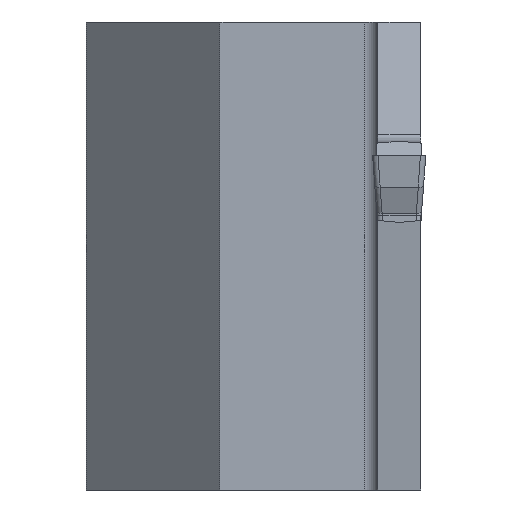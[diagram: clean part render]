
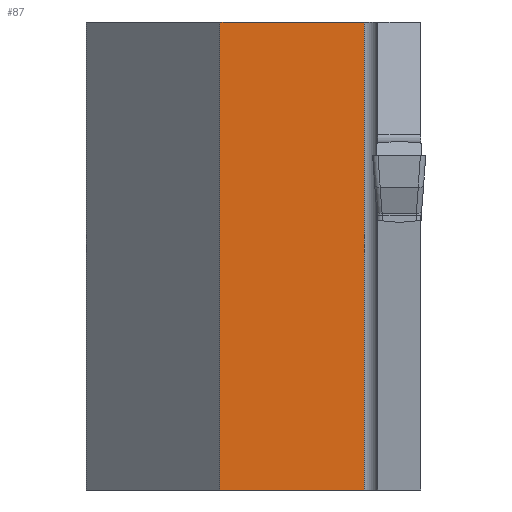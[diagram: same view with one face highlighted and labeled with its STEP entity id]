
A CAD part, left-side view. The second image highlights one B-rep face of the part: STEP entity #87.
In plain terms, the highlighted planar face has unit normal (-1, 0, 0).
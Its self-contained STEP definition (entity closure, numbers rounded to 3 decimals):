
#87=ADVANCED_FACE('',(#180),#141,.T.);
#141=PLANE('',#1060);
#180=FACE_OUTER_BOUND('',#234,.T.);
#234=EDGE_LOOP('',(#313,#314,#315,#316));
#313=ORIENTED_EDGE('',*,*,#701,.F.);
#314=ORIENTED_EDGE('',*,*,#702,.T.);
#315=ORIENTED_EDGE('',*,*,#703,.T.);
#316=ORIENTED_EDGE('',*,*,#704,.T.);
#605=VERTEX_POINT('',#1463);
#606=VERTEX_POINT('',#1464);
#607=VERTEX_POINT('',#1466);
#608=VERTEX_POINT('',#1468);
#701=EDGE_CURVE('',#605,#606,#844,.T.);
#702=EDGE_CURVE('',#605,#607,#845,.T.);
#703=EDGE_CURVE('',#607,#608,#846,.T.);
#704=EDGE_CURVE('',#608,#606,#847,.T.);
#844=LINE('',#1462,#958);
#845=LINE('',#1465,#959);
#846=LINE('',#1467,#960);
#847=LINE('',#1469,#961);
#958=VECTOR('',#1167,1.);
#959=VECTOR('',#1168,1.);
#960=VECTOR('',#1169,1.);
#961=VECTOR('',#1170,1.);
#1060=AXIS2_PLACEMENT_3D('',#1470,#1171,#1172);
#1167=DIRECTION('',(0.,-1.,0.));
#1168=DIRECTION('',(0.,0.,-1.));
#1169=DIRECTION('',(0.,-1.,0.));
#1170=DIRECTION('',(0.,0.,1.));
#1171=DIRECTION('',(-1.,0.,0.));
#1172=DIRECTION('',(0.,0.,1.));
#1462=CARTESIAN_POINT('',(23.,28.275,10.));
#1463=CARTESIAN_POINT('',(23.,15.,10.));
#1464=CARTESIAN_POINT('',(23.,4.2,10.));
#1465=CARTESIAN_POINT('',(23.,15.,30.));
#1466=CARTESIAN_POINT('',(23.,15.,-25.));
#1467=CARTESIAN_POINT('',(23.,28.275,-25.));
#1468=CARTESIAN_POINT('',(23.,4.2,-25.));
#1469=CARTESIAN_POINT('',(23.,4.2,10.));
#1470=CARTESIAN_POINT('',(23.,28.275,10.));
